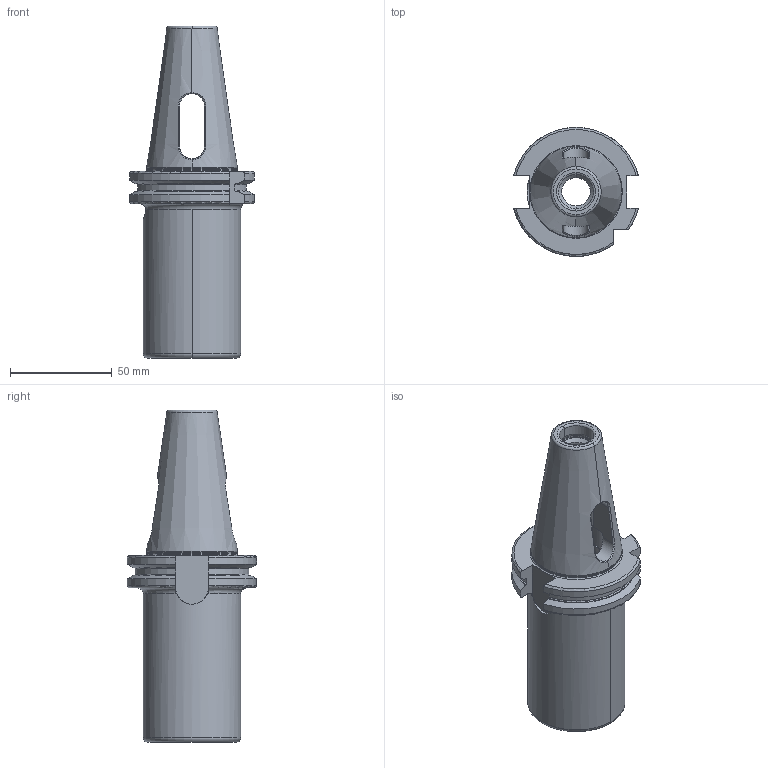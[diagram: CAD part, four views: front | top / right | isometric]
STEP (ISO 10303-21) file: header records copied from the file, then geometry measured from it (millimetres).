
FILE_DESCRIPTION((''),'2;1');
FILE_NAME('402_07_04','2020-09-25T',('104091'),(''),'CREO PARAMETRIC BY PTC INC, 2016260','CREO PARAMETRIC BY PTC INC, 2016260','');
FILE_SCHEMA(('CONFIG_CONTROL_DESIGN'));
Length unit declared in the file: millimetre
Products named in the file (1): 402_07_04
Bounding box: 61.48 x 63.54 x 163.4 mm (x, y, z)
Volume: 162758.5 mm3; surface area: 39618.8 mm2
Topology: 1 solids, 1 shells, 124 faces, 323 edges, 199 vertices
Faces by surface type: torus 33, cylinder 30, plane 29, cone 20, bspline 12
Entity records: 4998 total; most frequent: CARTESIAN_POINT 2016, ORIENTED_EDGE 642, DIRECTION 592, EDGE_CURVE 321, AXIS2_PLACEMENT_3D 239, VERTEX_POINT 199, EDGE_LOOP 130, FACE_OUTER_BOUND 124
